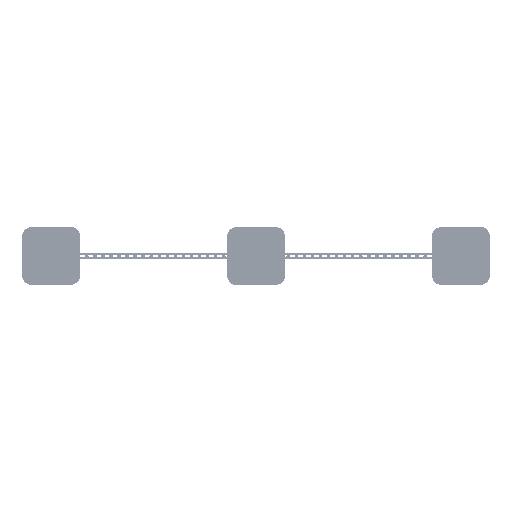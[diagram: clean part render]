
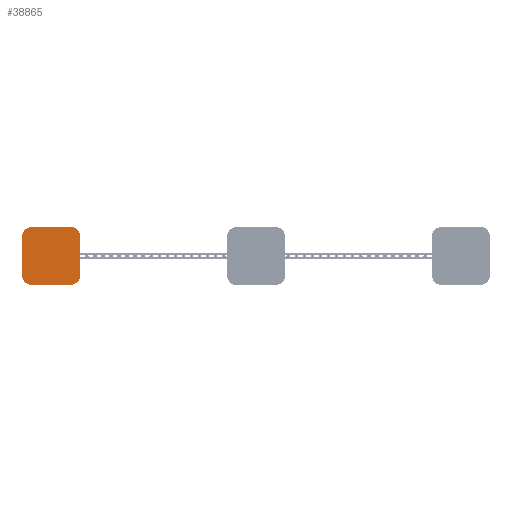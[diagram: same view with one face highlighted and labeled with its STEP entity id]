
A CAD part, front view. The second image highlights one B-rep face of the part: STEP entity #38865.
In plain terms, the highlighted face is planar.
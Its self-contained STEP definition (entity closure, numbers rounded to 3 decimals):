
#2742=PLANE('',#42841);
#4594=FACE_OUTER_BOUND('',#6993,.T.);
#6993=EDGE_LOOP('',(#33392,#33393,#33394,#33395,#33396,#33397,#33398,#33399));
#9770=LINE('',#70349,#12724);
#9802=LINE('',#70809,#12756);
#9805=LINE('',#70817,#12759);
#9808=LINE('',#70827,#12762);
#12724=VECTOR('',#51934,10.);
#12756=VECTOR('',#52324,10.);
#12759=VECTOR('',#52333,10.);
#12762=VECTOR('',#52346,10.);
#14741=CIRCLE('',#42832,60.);
#14742=CIRCLE('',#42835,60.);
#14743=CIRCLE('',#42837,60.);
#14744=CIRCLE('',#42840,60.);
#17994=VERTEX_POINT('',#70346);
#17995=VERTEX_POINT('',#70348);
#18051=VERTEX_POINT('',#70806);
#18052=VERTEX_POINT('',#70808);
#18053=VERTEX_POINT('',#70812);
#18054=VERTEX_POINT('',#70816);
#18055=VERTEX_POINT('',#70822);
#18056=VERTEX_POINT('',#70826);
#23151=EDGE_CURVE('',#17995,#17994,#9770,.T.);
#23263=EDGE_CURVE('',#18052,#18051,#9802,.T.);
#23265=EDGE_CURVE('',#18053,#18052,#14741,.T.);
#23267=EDGE_CURVE('',#18054,#18053,#9805,.T.);
#23269=EDGE_CURVE('',#17994,#18054,#14742,.T.);
#23270=EDGE_CURVE('',#18055,#17995,#14743,.T.);
#23272=EDGE_CURVE('',#18056,#18055,#9808,.T.);
#23274=EDGE_CURVE('',#18051,#18056,#14744,.T.);
#33392=ORIENTED_EDGE('',*,*,#23274,.T.);
#33393=ORIENTED_EDGE('',*,*,#23272,.T.);
#33394=ORIENTED_EDGE('',*,*,#23270,.T.);
#33395=ORIENTED_EDGE('',*,*,#23151,.T.);
#33396=ORIENTED_EDGE('',*,*,#23269,.T.);
#33397=ORIENTED_EDGE('',*,*,#23267,.T.);
#33398=ORIENTED_EDGE('',*,*,#23265,.T.);
#33399=ORIENTED_EDGE('',*,*,#23263,.T.);
#38865=ADVANCED_FACE('',(#4594),#2742,.T.);
#42832=AXIS2_PLACEMENT_3D('',#70813,#52328,#52329);
#42835=AXIS2_PLACEMENT_3D('',#70820,#52337,#52338);
#42837=AXIS2_PLACEMENT_3D('',#70823,#52341,#52342);
#42840=AXIS2_PLACEMENT_3D('',#70830,#52350,#52351);
#42841=AXIS2_PLACEMENT_3D('',#70831,#52352,#52353);
#51934=DIRECTION('',(-1.,0.,0.));
#52324=DIRECTION('',(1.,0.,0.));
#52328=DIRECTION('center_axis',(0.,0.,1.));
#52329=DIRECTION('ref_axis',(-1.,0.,0.));
#52333=DIRECTION('',(0.,-1.,0.));
#52337=DIRECTION('center_axis',(0.,0.,1.));
#52338=DIRECTION('ref_axis',(0.,1.,0.));
#52341=DIRECTION('center_axis',(0.,0.,1.));
#52342=DIRECTION('ref_axis',(1.,0.,0.));
#52346=DIRECTION('',(0.,1.,0.));
#52350=DIRECTION('center_axis',(0.,0.,1.));
#52351=DIRECTION('ref_axis',(0.,-1.,0.));
#52352=DIRECTION('center_axis',(0.,0.,1.));
#52353=DIRECTION('ref_axis',(1.,0.,0.));
#70346=CARTESIAN_POINT('',(-120.,180.,2.5));
#70348=CARTESIAN_POINT('',(120.,180.,2.5));
#70349=CARTESIAN_POINT('',(120.,180.,2.5));
#70806=CARTESIAN_POINT('',(120.,-180.,2.5));
#70808=CARTESIAN_POINT('',(-120.,-180.,2.5));
#70809=CARTESIAN_POINT('',(-120.,-180.,2.5));
#70812=CARTESIAN_POINT('',(-180.,-120.,2.5));
#70813=CARTESIAN_POINT('Origin',(-120.,-120.,2.5));
#70816=CARTESIAN_POINT('',(-180.,120.,2.5));
#70817=CARTESIAN_POINT('',(-180.,120.,2.5));
#70820=CARTESIAN_POINT('Origin',(-120.,120.,2.5));
#70822=CARTESIAN_POINT('',(180.,120.,2.5));
#70823=CARTESIAN_POINT('Origin',(120.,120.,2.5));
#70826=CARTESIAN_POINT('',(180.,-120.,2.5));
#70827=CARTESIAN_POINT('',(180.,-120.,2.5));
#70830=CARTESIAN_POINT('Origin',(120.,-120.,2.5));
#70831=CARTESIAN_POINT('Origin',(0.,0.,
2.5));
